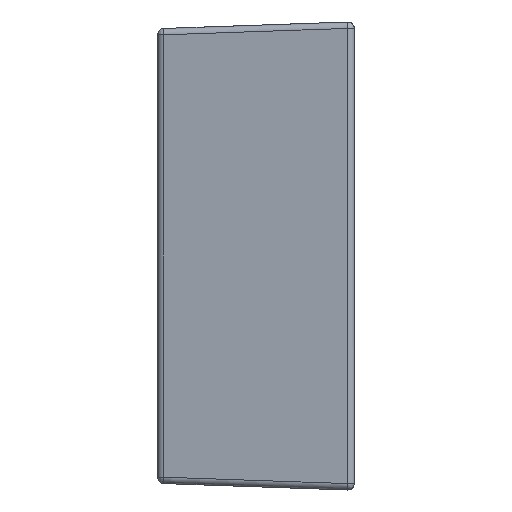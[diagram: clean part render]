
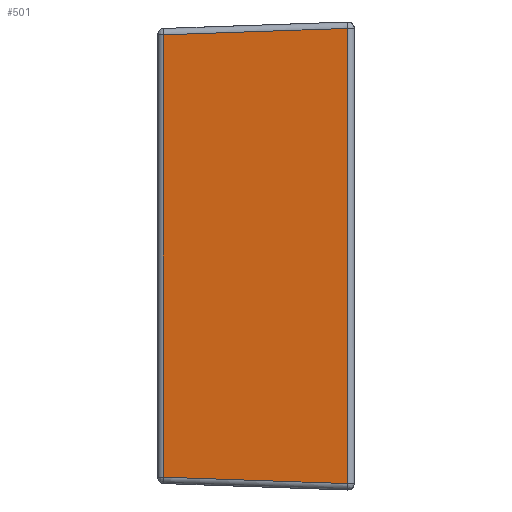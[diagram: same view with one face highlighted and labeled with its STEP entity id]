
A CAD part, left-side view. The second image highlights one B-rep face of the part: STEP entity #501.
In plain terms, the highlighted free-form (B-spline) face has degree [1, 1] with [2, 2] control points.
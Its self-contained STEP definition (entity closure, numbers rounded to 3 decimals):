
#501 = ADVANCED_FACE('',(#502),#532,.T.);
#502 = FACE_BOUND('',#503,.T.);
#503 = EDGE_LOOP('',(#504,#513,#520,#527));
#504 = ORIENTED_EDGE('',*,*,#505,.T.);
#505 = EDGE_CURVE('',#506,#508,#510,.T.);
#506 = VERTEX_POINT('',#507);
#507 = CARTESIAN_POINT('',(-12.269,6.929,8.024
    ));
#508 = VERTEX_POINT('',#509);
#509 = CARTESIAN_POINT('',(-13.01,0.259,8.257)
  );
#510 = B_SPLINE_CURVE_WITH_KNOTS('',1,(#511,#512),.UNSPECIFIED.,.F.,.F.,
  (2,2),(0.,7.211),.PIECEWISE_BEZIER_KNOTS.);
#511 = CARTESIAN_POINT('',(-12.269,6.929,8.024
    ));
#512 = CARTESIAN_POINT('',(-13.01,0.259,8.257)
  );
#513 = ORIENTED_EDGE('',*,*,#514,.T.);
#514 = EDGE_CURVE('',#508,#515,#517,.T.);
#515 = VERTEX_POINT('',#516);
#516 = CARTESIAN_POINT('',(-13.01,0.259,-8.257
    ));
#517 = B_SPLINE_CURVE_WITH_KNOTS('',1,(#518,#519),.UNSPECIFIED.,.F.,.F.,
  (2,2),(0.,17.732),.PIECEWISE_BEZIER_KNOTS.);
#518 = CARTESIAN_POINT('',(-13.01,0.259,8.257)
  );
#519 = CARTESIAN_POINT('',(-13.01,0.259,-8.257
    ));
#520 = ORIENTED_EDGE('',*,*,#521,.T.);
#521 = EDGE_CURVE('',#515,#522,#524,.T.);
#522 = VERTEX_POINT('',#523);
#523 = CARTESIAN_POINT('',(-12.269,6.929,
    -8.024));
#524 = B_SPLINE_CURVE_WITH_KNOTS('',1,(#525,#526),.UNSPECIFIED.,.F.,.F.,
  (2,2),(0.,7.211),.PIECEWISE_BEZIER_KNOTS.);
#525 = CARTESIAN_POINT('',(-13.01,0.259,-8.257
    ));
#526 = CARTESIAN_POINT('',(-12.269,6.929,
    -8.024));
#527 = ORIENTED_EDGE('',*,*,#528,.T.);
#528 = EDGE_CURVE('',#522,#506,#529,.T.);
#529 = B_SPLINE_CURVE_WITH_KNOTS('',1,(#530,#531),.UNSPECIFIED.,.F.,.F.,
  (2,2),(0.,17.232),.PIECEWISE_BEZIER_KNOTS.);
#530 = CARTESIAN_POINT('',(-12.269,6.929,
    -8.024));
#531 = CARTESIAN_POINT('',(-12.269,6.929,8.024
    ));
#532 = B_SPLINE_SURFACE_WITH_KNOTS('',1,1,(
    (#533,#534)
    ,(#535,#536)),.UNSPECIFIED.,.F.,.F.,.F.,(2,2),(2,2),(0.,1.),(0.,1.),
  .PIECEWISE_BEZIER_KNOTS.);
#533 = CARTESIAN_POINT('',(-13.01,0.259,-8.356
    ));
#534 = CARTESIAN_POINT('',(-13.01,0.259,8.356)
  );
#535 = CARTESIAN_POINT('',(-12.269,6.929,
    -8.356));
#536 = CARTESIAN_POINT('',(-12.269,6.929,8.356
    ));
